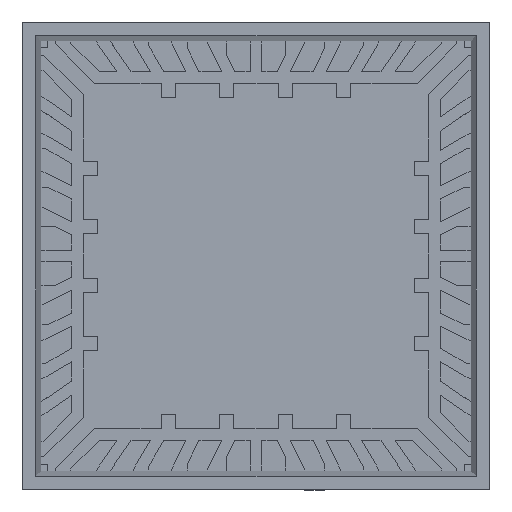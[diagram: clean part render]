
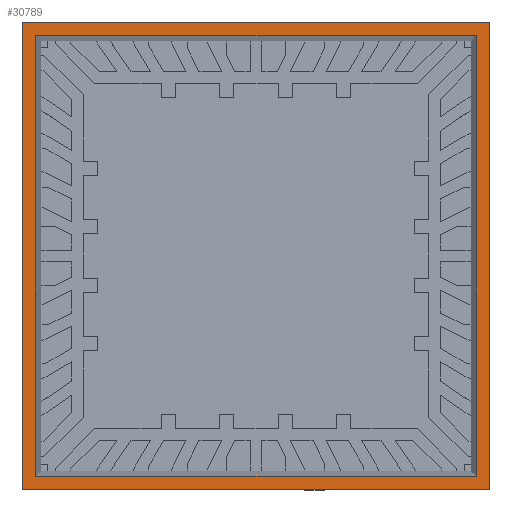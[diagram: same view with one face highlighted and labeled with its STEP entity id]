
A CAD part, top view. The second image highlights one B-rep face of the part: STEP entity #30789.
In plain terms, the highlighted planar face has unit normal (0, 0, 1).
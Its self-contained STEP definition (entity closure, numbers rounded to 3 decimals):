
#4524 = CARTESIAN_POINT ( 'NONE',  ( -3., 3., 0.84 ) ) ;
#4740 = CARTESIAN_POINT ( 'NONE',  ( -3., -3., 0.84 ) ) ;
#4943 = CARTESIAN_POINT ( 'NONE',  ( 3., -3., 0.84 ) ) ;
#4948 = CARTESIAN_POINT ( 'NONE',  ( 3., 3., 0.84 ) ) ;
#7393 = LINE ( 'NONE', #8218, #7418 ) ;
#7418 = VECTOR ( 'NONE', #8249, 1000. ) ;
#8218 = CARTESIAN_POINT ( 'NONE',  ( 3., -3., 0.84 ) ) ;
#8249 = DIRECTION ( 'NONE',  ( 0., 1., 0. ) ) ;
#8923 = FACE_BOUND ( 'NONE', #31182, .T. ) ;
#8925 = FACE_OUTER_BOUND ( 'NONE', #31170, .T. ) ;
#9007 = LINE ( 'NONE', #10685, #9010 ) ;
#9010 = VECTOR ( 'NONE', #10686, 1000. ) ;
#9485 = LINE ( 'NONE', #11632, #9488 ) ;
#9488 = VECTOR ( 'NONE', #11633, 1000. ) ;
#10492 = DIRECTION ( 'NONE',  ( 0., 0., -1. ) ) ;
#10495 = CARTESIAN_POINT ( 'NONE',  ( -3., 3., 0.84 ) ) ;
#10497 = PLANE ( 'NONE',  #10949 ) ;
#10499 = DIRECTION ( 'NONE',  ( -1., 0., 0. ) ) ;
#10685 = CARTESIAN_POINT ( 'NONE',  ( -3., -3., 0.84 ) ) ;
#10686 = DIRECTION ( 'NONE',  ( 1., 0., 0. ) ) ;
#10949 = AXIS2_PLACEMENT_3D ( 'NONE', #10495, #10492, #10499 ) ;
#11632 = CARTESIAN_POINT ( 'NONE',  ( -3., -3., 0.84 ) ) ;
#11633 = DIRECTION ( 'NONE',  ( 0., -1., 0. ) ) ;
#12108 = CARTESIAN_POINT ( 'NONE',  ( -3., 3., 0.84 ) ) ;
#12109 = DIRECTION ( 'NONE',  ( -1., 0., 0. ) ) ;
#12381 = LINE ( 'NONE', #12108, #12384 ) ;
#12384 = VECTOR ( 'NONE', #12109, 1000. ) ;
#15041 = EDGE_CURVE ( 'NONE', #16515, #16516, #34847, .T. ) ;
#15042 = EDGE_CURVE ( 'NONE', #16517, #16515, #34845, .T. ) ;
#15043 = EDGE_CURVE ( 'NONE', #16520, #16517, #34849, .T. ) ;
#15044 = EDGE_CURVE ( 'NONE', #16516, #16520, #34851, .T. ) ;
#15749 = CARTESIAN_POINT ( 'NONE',  ( -2.826, 2.826, 0.84 ) ) ;
#15751 = CARTESIAN_POINT ( 'NONE',  ( -2.826, 2.826, 0.84 ) ) ;
#15753 = CARTESIAN_POINT ( 'NONE',  ( -2.826, -2.826, 0.84 ) ) ;
#15754 = CARTESIAN_POINT ( 'NONE',  ( 2.826, 2.826, 0.84 ) ) ;
#15755 = DIRECTION ( 'NONE',  ( 1., 0., 0. ) ) ;
#15756 = DIRECTION ( 'NONE',  ( 0., -1., 0. ) ) ;
#15758 = DIRECTION ( 'NONE',  ( -1., 0., 0. ) ) ;
#15760 = DIRECTION ( 'NONE',  ( 0., 1., 0. ) ) ;
#16515 = VERTEX_POINT ( 'NONE', #39603 ) ;
#16516 = VERTEX_POINT ( 'NONE', #39604 ) ;
#16517 = VERTEX_POINT ( 'NONE', #39605 ) ;
#16520 = VERTEX_POINT ( 'NONE', #39608 ) ;
#24762 = VERTEX_POINT ( 'NONE', #4524 ) ;
#24978 = VERTEX_POINT ( 'NONE', #4740 ) ;
#25181 = VERTEX_POINT ( 'NONE', #4943 ) ;
#25186 = VERTEX_POINT ( 'NONE', #4948 ) ;
#29244 = EDGE_CURVE ( 'NONE', #25181, #25186, #7393, .T. ) ;
#30789 = ADVANCED_FACE ( 'NONE', ( #8923, #8925 ), #10497, .F. ) ;
#31170 = EDGE_LOOP ( 'NONE', ( #48416, #48192, #48300, #48280 ) ) ;
#31182 = EDGE_LOOP ( 'NONE', ( #48213, #48285, #48457, #48243 ) ) ;
#32037 = EDGE_CURVE ( 'NONE', #24978, #25181, #9007, .T. ) ;
#32276 = EDGE_CURVE ( 'NONE', #24762, #24978, #9485, .T. ) ;
#32535 = EDGE_CURVE ( 'NONE', #25186, #24762, #12381, .T. ) ;
#34845 = LINE ( 'NONE', #15749, #34852 ) ;
#34847 = LINE ( 'NONE', #15753, #34850 ) ;
#34849 = LINE ( 'NONE', #15751, #34854 ) ;
#34850 = VECTOR ( 'NONE', #15755, 1000. ) ;
#34851 = LINE ( 'NONE', #15754, #34856 ) ;
#34852 = VECTOR ( 'NONE', #15756, 1000. ) ;
#34854 = VECTOR ( 'NONE', #15758, 1000. ) ;
#34856 = VECTOR ( 'NONE', #15760, 1000. ) ;
#39603 = CARTESIAN_POINT ( 'NONE',  ( -2.826, -2.826, 0.84 ) ) ;
#39604 = CARTESIAN_POINT ( 'NONE',  ( 2.826, -2.826, 0.84 ) ) ;
#39605 = CARTESIAN_POINT ( 'NONE',  ( -2.826, 2.826, 0.84 ) ) ;
#39608 = CARTESIAN_POINT ( 'NONE',  ( 2.826, 2.826, 0.84 ) ) ;
#48192 = ORIENTED_EDGE ( 'NONE', *, *, #32037, .T. ) ;
#48213 = ORIENTED_EDGE ( 'NONE', *, *, #15041, .F. ) ;
#48243 = ORIENTED_EDGE ( 'NONE', *, *, #15044, .F. ) ;
#48280 = ORIENTED_EDGE ( 'NONE', *, *, #32535, .T. ) ;
#48285 = ORIENTED_EDGE ( 'NONE', *, *, #15042, .F. ) ;
#48300 = ORIENTED_EDGE ( 'NONE', *, *, #29244, .T. ) ;
#48416 = ORIENTED_EDGE ( 'NONE', *, *, #32276, .T. ) ;
#48457 = ORIENTED_EDGE ( 'NONE', *, *, #15043, .F. ) ;
